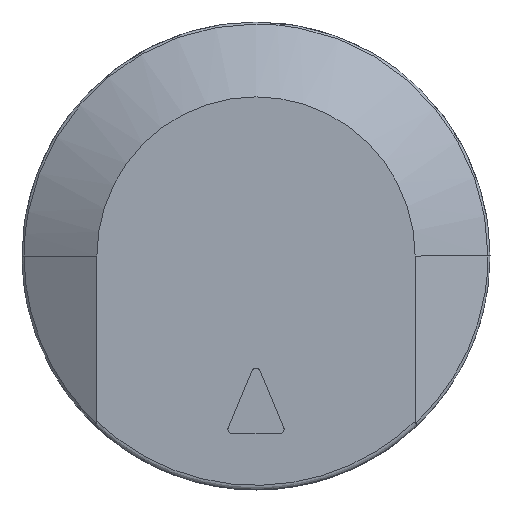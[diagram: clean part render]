
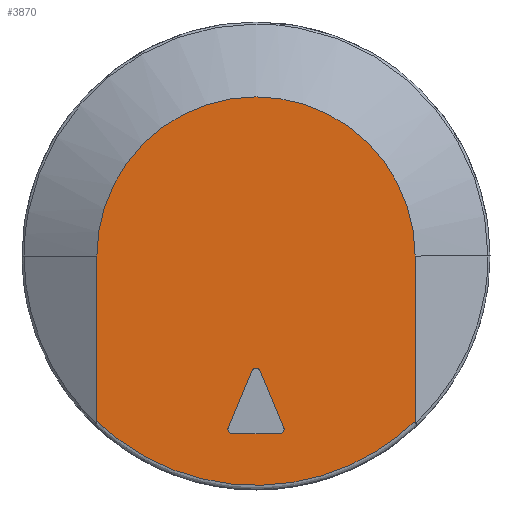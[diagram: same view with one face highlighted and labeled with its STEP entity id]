
A CAD part, front view. The second image highlights one B-rep face of the part: STEP entity #3870.
In plain terms, the highlighted free-form (B-spline) face has degree [1, 1] with [2, 2] control points.
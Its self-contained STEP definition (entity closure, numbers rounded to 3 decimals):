
#3389=CARTESIAN_POINT('',(-12.7,17.,-17.642));
#3390=VERTEX_POINT('',#3389);
#3391=CARTESIAN_POINT('',(-12.7,-17.,-17.642));
#3392=VERTEX_POINT('',#3391);
#3393=CARTESIAN_POINT('',(-12.7,17.,-17.642));
#3394=CARTESIAN_POINT('',(-12.7,15.661,-18.933));
#3395=CARTESIAN_POINT('',(-12.7,13.08,-20.907));
#3396=CARTESIAN_POINT('',(-12.7,9.243,-22.785));
#3397=CARTESIAN_POINT('',(-12.7,6.16,-23.768));
#3398=CARTESIAN_POINT('',(-12.7,3.036,-24.384));
#3399=CARTESIAN_POINT('',(-12.7,-0.246,-24.591));
#3400=CARTESIAN_POINT('',(-12.7,-3.618,-24.297));
#3401=CARTESIAN_POINT('',(-12.7,-6.635,-23.645));
#3402=CARTESIAN_POINT('',(-12.7,-9.091,-22.797));
#3403=CARTESIAN_POINT('',(-12.7,-11.579,-21.643));
#3404=CARTESIAN_POINT('',(-12.7,-14.187,-20.082));
#3405=CARTESIAN_POINT('',(-12.7,-16.049,-18.559));
#3406=CARTESIAN_POINT('',(-12.7,-17.,-17.642));
#3407=B_SPLINE_CURVE_WITH_KNOTS('',3,(#3393,#3394,#3395,#3396,#3397,#3398,#3399,#3400,#3401,#3402,#3403,#3404,#3405,#3406),.UNSPECIFIED.,.F.,.U.,(4,1,1,1,1,1,1,1,1,1,1,4),(0.,5.578,9.688,12.77,15.265,19.228,22.604,25.393,28.476,30.384,33.613,37.576),.UNSPECIFIED.);
#3408=EDGE_CURVE('',#3390,#3392,#3407,.T.);
#3723=CARTESIAN_POINT('',(-12.7,-17.,0.0));
#3724=VERTEX_POINT('',#3723);
#3732=CARTESIAN_POINT('',(-12.7,17.,0.));
#3733=VERTEX_POINT('',#3732);
#3739=CARTESIAN_POINT('',(-12.7,0.,17.));
#3740=VERTEX_POINT('',#3739);
#3741=CARTESIAN_POINT('',(-12.7,0.,17.));
#3742=CARTESIAN_POINT('',(-12.7,1.321,17.));
#3743=CARTESIAN_POINT('',(-12.7,3.546,16.739));
#3744=CARTESIAN_POINT('',(-12.7,6.301,15.848));
#3745=CARTESIAN_POINT('',(-12.7,8.401,14.831));
#3746=CARTESIAN_POINT('',(-12.7,10.563,13.425));
#3747=CARTESIAN_POINT('',(-12.7,12.617,11.528));
#3748=CARTESIAN_POINT('',(-12.7,14.279,9.33));
#3749=CARTESIAN_POINT('',(-12.7,15.579,6.984));
#3750=CARTESIAN_POINT('',(-12.7,16.683,3.929));
#3751=CARTESIAN_POINT('',(-12.7,17.,1.426));
#3752=CARTESIAN_POINT('',(-12.7,17.,0.));
#3753=B_SPLINE_CURVE_WITH_KNOTS('',3,(#3741,#3742,#3743,#3744,#3745,#3746,#3747,#3748,#3749,#3750,#3751,#3752),.UNSPECIFIED.,.F.,.U.,(4,1,1,1,1,1,1,1,1,4),(0.,3.964,6.676,8.658,10.953,14.395,17.003,19.193,22.427,26.704),.UNSPECIFIED.);
#3754=EDGE_CURVE('',#3740,#3733,#3753,.T.);
#3756=CARTESIAN_POINT('',(-12.7,-17.,0.0));
#3757=CARTESIAN_POINT('',(-12.7,-17.,1.182));
#3758=CARTESIAN_POINT('',(-12.7,-16.814,2.955));
#3759=CARTESIAN_POINT('',(-12.7,-16.15,5.445));
#3760=CARTESIAN_POINT('',(-12.7,-15.185,7.837));
#3761=CARTESIAN_POINT('',(-12.7,-13.74,10.15));
#3762=CARTESIAN_POINT('',(-12.7,-12.049,12.05));
#3763=CARTESIAN_POINT('',(-12.7,-10.197,13.688));
#3764=CARTESIAN_POINT('',(-12.7,-7.963,15.122));
#3765=CARTESIAN_POINT('',(-12.7,-5.256,16.243));
#3766=CARTESIAN_POINT('',(-12.7,-2.643,16.864));
#3767=CARTESIAN_POINT('',(-12.7,-0.869,17.));
#3768=CARTESIAN_POINT('',(-12.7,0.,17.));
#3769=B_SPLINE_CURVE_WITH_KNOTS('',3,(#3756,#3757,#3758,#3759,#3760,#3761,#3762,#3763,#3764,#3765,#3766,#3767,#3768),.UNSPECIFIED.,.F.,.U.,(4,1,1,1,1,1,1,1,1,1,4),(0.,3.547,5.32,7.719,11.266,13.456,15.334,18.672,21.384,24.096,26.704),.UNSPECIFIED.);
#3770=EDGE_CURVE('',#3724,#3740,#3769,.T.);
#3780=CARTESIAN_POINT('',(-12.7,-17.,-17.642));
#3781=CARTESIAN_POINT('',(-12.7,-17.,0.0));
#3782=QUASI_UNIFORM_CURVE('',1,(#3780,#3781),.UNSPECIFIED.,.F.,.U.);
#3783=EDGE_CURVE('',#3392,#3724,#3782,.T.);
#3791=CARTESIAN_POINT('',(-12.7,-18.698,-26.573));
#3792=CARTESIAN_POINT('',(-12.7,-18.698,19.073));
#3793=CARTESIAN_POINT('',(-12.7,18.698,-26.573));
#3794=CARTESIAN_POINT('',(-12.7,18.698,19.073));
#3795=B_SPLINE_SURFACE_WITH_KNOTS('',1,1,((#3791,#3793),(#3792,#3794)),.UNSPECIFIED.,.F.,.F.,.U.,(2,2),(2,2),(0.0,45.646),(0.0,37.397),.UNSPECIFIED.);
#3796=CARTESIAN_POINT('',(-12.7,17.,-17.642));
#3797=CARTESIAN_POINT('',(-12.7,17.,0.));
#3798=QUASI_UNIFORM_CURVE('',1,(#3796,#3797),.UNSPECIFIED.,.F.,.U.);
#3799=EDGE_CURVE('',#3390,#3733,#3798,.T.);
#3800=ORIENTED_EDGE('',*,*,#3799,.F.);
#3801=ORIENTED_EDGE('',*,*,#3408,.T.);
#3802=ORIENTED_EDGE('',*,*,#3783,.T.);
#3803=ORIENTED_EDGE('',*,*,#3770,.T.);
#3804=ORIENTED_EDGE('',*,*,#3754,.T.);
#3805=EDGE_LOOP('',(#3800,#3801,#3802,#3803,#3804));
#3806=FACE_OUTER_BOUND('',#3805,.T.);
#3807=CARTESIAN_POINT('',(-12.7,0.462,-12.308));
#3808=VERTEX_POINT('',#3807);
#3809=CARTESIAN_POINT('',(-12.7,2.962,-18.308));
#3810=VERTEX_POINT('',#3809);
#3811=CARTESIAN_POINT('',(-12.7,0.462,-12.308));
#3812=CARTESIAN_POINT('',(-12.7,2.962,-18.308));
#3813=QUASI_UNIFORM_CURVE('',1,(#3811,#3812),.UNSPECIFIED.,.F.,.U.);
#3814=EDGE_CURVE('',#3808,#3810,#3813,.T.);
#3815=ORIENTED_EDGE('',*,*,#3814,.F.);
#3816=CARTESIAN_POINT('',(-12.7,-0.462,-12.308));
#3817=VERTEX_POINT('',#3816);
#3818=CARTESIAN_POINT('',(-12.7,-0.462,-12.308));
#3819=CARTESIAN_POINT('',(-12.7,-0.422,-12.211));
#3820=CARTESIAN_POINT('',(-12.7,-0.3,-12.07));
#3821=CARTESIAN_POINT('',(-12.7,-0.063,-11.989));
#3822=CARTESIAN_POINT('',(-12.7,0.136,-12.007));
#3823=CARTESIAN_POINT('',(-12.7,0.331,-12.103));
#3824=CARTESIAN_POINT('',(-12.7,0.426,-12.223));
#3825=CARTESIAN_POINT('',(-12.7,0.462,-12.308));
#3826=B_SPLINE_CURVE_WITH_KNOTS('',3,(#3818,#3819,#3820,#3821,#3822,#3823,#3824,#3825),.UNSPECIFIED.,.F.,.U.,(4,1,1,1,1,4),(0.,0.312,0.533,0.735,0.9,1.176),.UNSPECIFIED.);
#3827=EDGE_CURVE('',#3817,#3808,#3826,.T.);
#3828=ORIENTED_EDGE('',*,*,#3827,.F.);
#3829=CARTESIAN_POINT('',(-12.7,-2.962,-18.308));
#3830=VERTEX_POINT('',#3829);
#3831=CARTESIAN_POINT('',(-12.7,-2.962,-18.308));
#3832=CARTESIAN_POINT('',(-12.7,-0.462,-12.308));
#3833=QUASI_UNIFORM_CURVE('',1,(#3831,#3832),.UNSPECIFIED.,.F.,.U.);
#3834=EDGE_CURVE('',#3830,#3817,#3833,.T.);
#3835=ORIENTED_EDGE('',*,*,#3834,.F.);
#3836=CARTESIAN_POINT('',(-12.7,-2.5,-19.0));
#3837=VERTEX_POINT('',#3836);
#3838=CARTESIAN_POINT('',(-12.7,-2.5,-19.0));
#3839=CARTESIAN_POINT('',(-12.7,-2.561,-19.));
#3840=CARTESIAN_POINT('',(-12.7,-2.705,-18.973));
#3841=CARTESIAN_POINT('',(-12.7,-2.869,-18.858));
#3842=CARTESIAN_POINT('',(-12.7,-2.964,-18.704));
#3843=CARTESIAN_POINT('',(-12.7,-3.013,-18.524));
#3844=CARTESIAN_POINT('',(-12.7,-2.995,-18.388));
#3845=CARTESIAN_POINT('',(-12.7,-2.962,-18.308));
#3846=B_SPLINE_CURVE_WITH_KNOTS('',3,(#3838,#3839,#3840,#3841,#3842,#3843,#3844,#3845),.UNSPECIFIED.,.F.,.U.,(4,1,1,1,1,4),(0.,0.184,0.43,0.584,0.722,0.983),.UNSPECIFIED.);
#3847=EDGE_CURVE('',#3837,#3830,#3846,.T.);
#3848=ORIENTED_EDGE('',*,*,#3847,.F.);
#3849=CARTESIAN_POINT('',(-12.7,2.5,-19.0));
#3850=VERTEX_POINT('',#3849);
#3851=CARTESIAN_POINT('',(-12.7,2.5,-19.0));
#3852=CARTESIAN_POINT('',(-12.7,-2.5,-19.0));
#3853=QUASI_UNIFORM_CURVE('',1,(#3851,#3852),.UNSPECIFIED.,.F.,.U.);
#3854=EDGE_CURVE('',#3850,#3837,#3853,.T.);
#3855=ORIENTED_EDGE('',*,*,#3854,.F.);
#3856=CARTESIAN_POINT('',(-12.7,2.962,-18.308));
#3857=CARTESIAN_POINT('',(-12.7,2.981,-18.355));
#3858=CARTESIAN_POINT('',(-12.7,3.008,-18.466));
#3859=CARTESIAN_POINT('',(-12.7,2.993,-18.621));
#3860=CARTESIAN_POINT('',(-12.7,2.933,-18.763));
#3861=CARTESIAN_POINT('',(-12.7,2.851,-18.864));
#3862=CARTESIAN_POINT('',(-12.7,2.71,-18.967));
#3863=CARTESIAN_POINT('',(-12.7,2.587,-19.));
#3864=CARTESIAN_POINT('',(-12.7,2.5,-19.0));
#3865=B_SPLINE_CURVE_WITH_KNOTS('',3,(#3856,#3857,#3858,#3859,#3860,#3861,#3862,#3863,#3864),.UNSPECIFIED.,.F.,.U.,(4,1,1,1,1,1,4),(0.,0.154,0.338,0.461,0.614,0.722,0.983),.UNSPECIFIED.);
#3866=EDGE_CURVE('',#3810,#3850,#3865,.T.);
#3867=ORIENTED_EDGE('',*,*,#3866,.F.);
#3868=EDGE_LOOP('',(#3815,#3828,#3835,#3848,#3855,#3867));
#3869=FACE_BOUND('',#3868,.T.);
#3870=ADVANCED_FACE('',(#3806,#3869),#3795,.T.);
